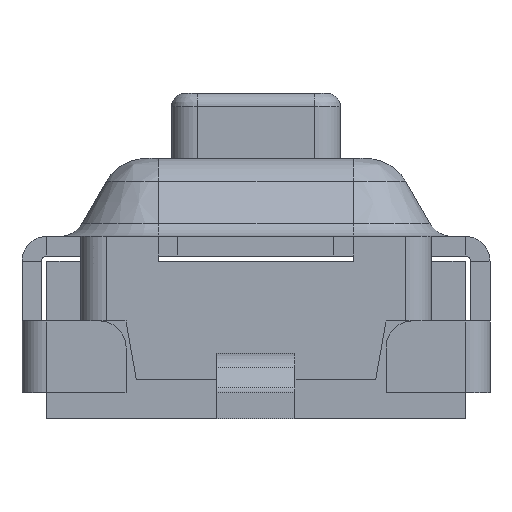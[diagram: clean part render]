
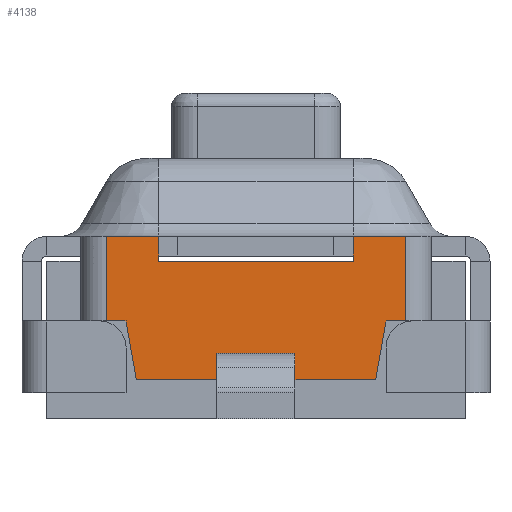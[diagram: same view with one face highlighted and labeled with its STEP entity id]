
A CAD part, front view. The second image highlights one B-rep face of the part: STEP entity #4138.
In plain terms, the highlighted planar face has unit normal (0, -1, 0).
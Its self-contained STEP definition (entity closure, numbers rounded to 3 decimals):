
#486=FACE_OUTER_BOUND('',#727,.T.);
#727=EDGE_LOOP('',(#2898,#2899,#2900,#2901,#2902,#2903,#2904,#2905,#2906,
#2907,#2908,#2909,#2910,#2911,#2912,#2913));
#960=LINE('',#5987,#1396);
#1032=LINE('',#6132,#1468);
#1033=LINE('',#6136,#1469);
#1034=LINE('',#6138,#1470);
#1035=LINE('',#6139,#1471);
#1036=LINE('',#6141,#1472);
#1037=LINE('',#6143,#1473);
#1038=LINE('',#6145,#1474);
#1039=LINE('',#6147,#1475);
#1040=LINE('',#6149,#1476);
#1041=LINE('',#6151,#1477);
#1042=LINE('',#6153,#1478);
#1043=LINE('',#6155,#1479);
#1044=LINE('',#6157,#1480);
#1045=LINE('',#6159,#1481);
#1046=LINE('',#6160,#1482);
#1396=VECTOR('',#4773,1.);
#1468=VECTOR('',#4885,1.);
#1469=VECTOR('',#4888,1.);
#1470=VECTOR('',#4889,1.);
#1471=VECTOR('',#4890,1.);
#1472=VECTOR('',#4891,1.);
#1473=VECTOR('',#4892,1.);
#1474=VECTOR('',#4893,1.);
#1475=VECTOR('',#4894,1.);
#1476=VECTOR('',#4895,1.);
#1477=VECTOR('',#4896,1.);
#1478=VECTOR('',#4897,1.);
#1479=VECTOR('',#4898,1.);
#1480=VECTOR('',#4899,1.);
#1481=VECTOR('',#4900,1.);
#1482=VECTOR('',#4901,1.);
#1832=VERTEX_POINT('',#5984);
#1833=VERTEX_POINT('',#5986);
#1886=VERTEX_POINT('',#6130);
#1887=VERTEX_POINT('',#6134);
#1888=VERTEX_POINT('',#6135);
#1889=VERTEX_POINT('',#6137);
#1890=VERTEX_POINT('',#6140);
#1891=VERTEX_POINT('',#6142);
#1892=VERTEX_POINT('',#6144);
#1893=VERTEX_POINT('',#6146);
#1894=VERTEX_POINT('',#6148);
#1895=VERTEX_POINT('',#6150);
#1896=VERTEX_POINT('',#6152);
#1897=VERTEX_POINT('',#6154);
#1898=VERTEX_POINT('',#6156);
#1899=VERTEX_POINT('',#6158);
#2196=EDGE_CURVE('',#1833,#1832,#960,.T.);
#2270=EDGE_CURVE('',#1832,#1886,#1032,.T.);
#2271=EDGE_CURVE('',#1887,#1888,#1033,.T.);
#2272=EDGE_CURVE('',#1888,#1889,#1034,.T.);
#2273=EDGE_CURVE('',#1889,#1833,#1035,.T.);
#2274=EDGE_CURVE('',#1886,#1890,#1036,.T.);
#2275=EDGE_CURVE('',#1890,#1891,#1037,.T.);
#2276=EDGE_CURVE('',#1891,#1892,#1038,.T.);
#2277=EDGE_CURVE('',#1892,#1893,#1039,.T.);
#2278=EDGE_CURVE('',#1893,#1894,#1040,.T.);
#2279=EDGE_CURVE('',#1894,#1895,#1041,.T.);
#2280=EDGE_CURVE('',#1895,#1896,#1042,.T.);
#2281=EDGE_CURVE('',#1896,#1897,#1043,.T.);
#2282=EDGE_CURVE('',#1897,#1898,#1044,.T.);
#2283=EDGE_CURVE('',#1898,#1899,#1045,.T.);
#2284=EDGE_CURVE('',#1899,#1887,#1046,.T.);
#2898=ORIENTED_EDGE('',*,*,#2271,.T.);
#2899=ORIENTED_EDGE('',*,*,#2272,.T.);
#2900=ORIENTED_EDGE('',*,*,#2273,.T.);
#2901=ORIENTED_EDGE('',*,*,#2196,.T.);
#2902=ORIENTED_EDGE('',*,*,#2270,.T.);
#2903=ORIENTED_EDGE('',*,*,#2274,.T.);
#2904=ORIENTED_EDGE('',*,*,#2275,.T.);
#2905=ORIENTED_EDGE('',*,*,#2276,.T.);
#2906=ORIENTED_EDGE('',*,*,#2277,.T.);
#2907=ORIENTED_EDGE('',*,*,#2278,.T.);
#2908=ORIENTED_EDGE('',*,*,#2279,.T.);
#2909=ORIENTED_EDGE('',*,*,#2280,.T.);
#2910=ORIENTED_EDGE('',*,*,#2281,.T.);
#2911=ORIENTED_EDGE('',*,*,#2282,.T.);
#2912=ORIENTED_EDGE('',*,*,#2283,.T.);
#2913=ORIENTED_EDGE('',*,*,#2284,.T.);
#3985=PLANE('',#4399);
#4138=ADVANCED_FACE('',(#486),#3985,.T.);
#4399=AXIS2_PLACEMENT_3D('',#6133,#4886,#4887);
#4773=DIRECTION('',(-1.,0.,0.));
#4885=DIRECTION('',(0.,0.,1.));
#4886=DIRECTION('center_axis',(0.,-1.,0.));
#4887=DIRECTION('ref_axis',(1.,0.,0.));
#4888=DIRECTION('',(0.,0.,1.));
#4889=DIRECTION('',(-1.,0.,0.));
#4890=DIRECTION('',(0.,0.,-1.));
#4891=DIRECTION('',(-1.,0.,0.));
#4892=DIRECTION('',(0.,0.,-1.));
#4893=DIRECTION('',(1.,0.,0.));
#4894=DIRECTION('',(0.174,0.,-0.985));
#4895=DIRECTION('',(1.,0.,0.));
#4896=DIRECTION('',(0.,0.,1.));
#4897=DIRECTION('',(1.,0.,0.));
#4898=DIRECTION('',(0.,0.,-1.));
#4899=DIRECTION('',(1.,0.,0.));
#4900=DIRECTION('',(0.174,0.,0.985));
#4901=DIRECTION('',(1.,0.,0.));
#5984=CARTESIAN_POINT('',(-0.75,-3.,1.21));
#5986=CARTESIAN_POINT('',(0.75,-3.,1.21));
#5987=CARTESIAN_POINT('',(0.75,-3.,1.21));
#6130=CARTESIAN_POINT('',(-0.75,-3.,1.4));
#6132=CARTESIAN_POINT('',(-0.75,-3.,1.21));
#6133=CARTESIAN_POINT('Origin',(0.,-3.,0.));
#6134=CARTESIAN_POINT('',(1.15,-3.,0.75));
#6135=CARTESIAN_POINT('',(1.15,-3.,1.4));
#6136=CARTESIAN_POINT('',(1.15,-3.,0.75));
#6137=CARTESIAN_POINT('',(0.75,-3.,1.4));
#6138=CARTESIAN_POINT('',(1.15,-3.,1.4));
#6139=CARTESIAN_POINT('',(0.75,-3.,1.4));
#6140=CARTESIAN_POINT('',(-1.15,-3.,1.4));
#6141=CARTESIAN_POINT('',(-0.75,-3.,1.4));
#6142=CARTESIAN_POINT('',(-1.15,-3.,0.75));
#6143=CARTESIAN_POINT('',(-1.15,-3.,1.4));
#6144=CARTESIAN_POINT('',(-1.,-3.,0.75));
#6145=CARTESIAN_POINT('',(-1.15,-3.,0.75));
#6146=CARTESIAN_POINT('',(-0.921,-3.,0.3));
#6147=CARTESIAN_POINT('',(-1.,-3.,0.75));
#6148=CARTESIAN_POINT('',(-0.3,-3.,0.3));
#6149=CARTESIAN_POINT('',(-0.921,-3.,0.3));
#6150=CARTESIAN_POINT('',(-0.3,-3.,0.5));
#6151=CARTESIAN_POINT('',(-0.3,-3.,0.3));
#6152=CARTESIAN_POINT('',(0.3,-3.,0.5));
#6153=CARTESIAN_POINT('',(-0.3,-3.,0.5));
#6154=CARTESIAN_POINT('',(0.3,-3.,0.3));
#6155=CARTESIAN_POINT('',(0.3,-3.,0.5));
#6156=CARTESIAN_POINT('',(0.921,-3.,0.3));
#6157=CARTESIAN_POINT('',(0.3,-3.,0.3));
#6158=CARTESIAN_POINT('',(1.,-3.,0.75));
#6159=CARTESIAN_POINT('',(0.921,-3.,0.3));
#6160=CARTESIAN_POINT('',(1.,-3.,0.75));
